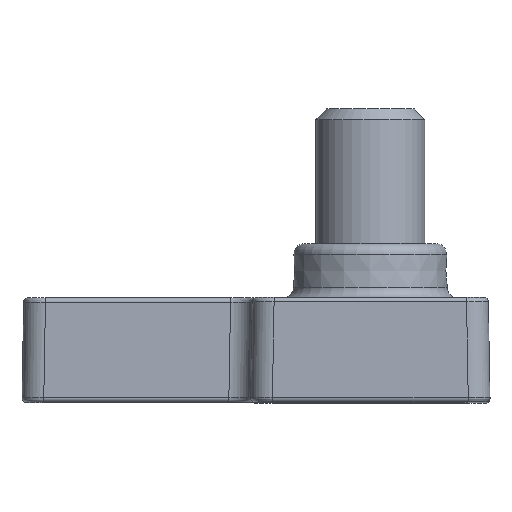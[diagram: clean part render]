
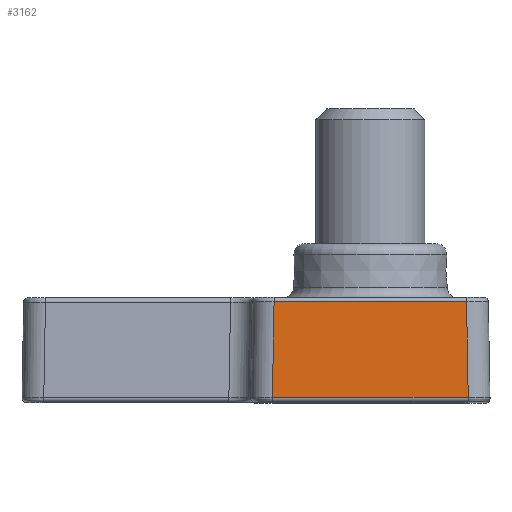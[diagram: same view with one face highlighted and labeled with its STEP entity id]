
A CAD part, top view. The second image highlights one B-rep face of the part: STEP entity #3162.
In plain terms, the highlighted face is planar.
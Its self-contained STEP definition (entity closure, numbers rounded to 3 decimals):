
#236=LINE('',#5338,#436);
#246=LINE('',#5363,#446);
#247=LINE('',#5367,#447);
#248=LINE('',#5368,#448);
#436=VECTOR('',#4044,10.);
#446=VECTOR('',#4070,10.);
#447=VECTOR('',#4075,10.);
#448=VECTOR('',#4076,10.);
#727=PLANE('',#3477);
#825=FACE_OUTER_BOUND('',#1057,.T.);
#1057=EDGE_LOOP('',(#2347,#2348,#2349,#2350));
#1491=VERTEX_POINT('',#5108);
#1506=VERTEX_POINT('',#5334);
#1513=VERTEX_POINT('',#5362);
#1514=VERTEX_POINT('',#5366);
#1804=EDGE_CURVE('',#1491,#1506,#236,.T.);
#1816=EDGE_CURVE('',#1506,#1513,#246,.T.);
#1818=EDGE_CURVE('',#1514,#1491,#247,.T.);
#1819=EDGE_CURVE('',#1513,#1514,#248,.T.);
#2347=ORIENTED_EDGE('',*,*,#1804,.F.);
#2348=ORIENTED_EDGE('',*,*,#1818,.F.);
#2349=ORIENTED_EDGE('',*,*,#1819,.F.);
#2350=ORIENTED_EDGE('',*,*,#1816,.F.);
#3162=ADVANCED_FACE('',(#825),#727,.T.);
#3477=AXIS2_PLACEMENT_3D('',#5365,#4073,#4074);
#4044=DIRECTION('',(0.,1.,0.));
#4070=DIRECTION('',(-0.017,-0.017,-1.));
#4073=DIRECTION('center_axis',(1.,0.,-0.017));
#4074=DIRECTION('ref_axis',(0.,-1.,0.));
#4075=DIRECTION('',(0.017,-0.017,1.));
#4076=DIRECTION('',(0.,-1.,0.));
#5108=CARTESIAN_POINT('',(15.996,-4.497,-0.203));
#5334=CARTESIAN_POINT('',(15.996,4.497,-0.203));
#5338=CARTESIAN_POINT('',(15.996,-1.155,-0.203));
#5362=CARTESIAN_POINT('',(15.92,4.42,-4.603));
#5363=CARTESIAN_POINT('',(15.999,4.499,-0.079));
#5365=CARTESIAN_POINT('Origin',(16.,-5.5,0.));
#5366=CARTESIAN_POINT('',(15.92,-4.42,-4.603));
#5367=CARTESIAN_POINT('',(15.995,-4.496,-0.262));
#5368=CARTESIAN_POINT('',(15.92,-1.155,-4.603));
